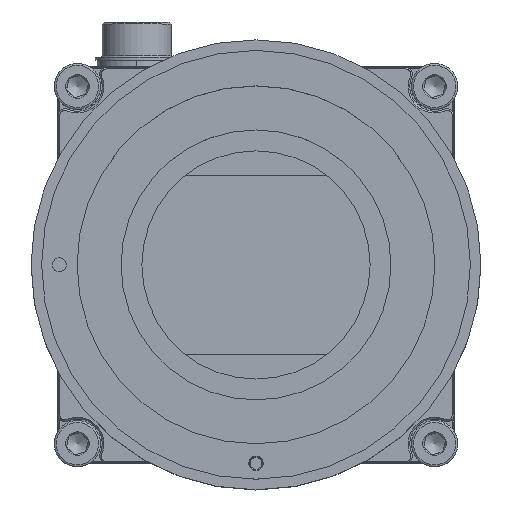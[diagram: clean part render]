
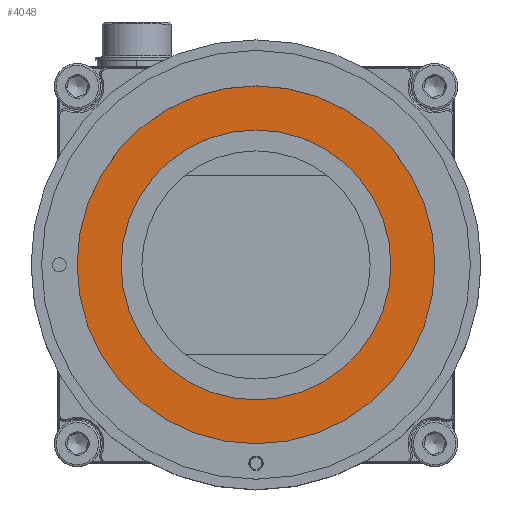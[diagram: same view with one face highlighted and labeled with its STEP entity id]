
A CAD part, top view. The second image highlights one B-rep face of the part: STEP entity #4048.
In plain terms, the highlighted planar face has unit normal (0, 0, 1).
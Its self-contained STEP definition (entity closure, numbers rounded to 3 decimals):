
#2481=FACE_BOUND('',#8090,.T.);
#2482=FACE_BOUND('',#8091,.T.);
#4048=ADVANCED_FACE('',(#2481,#2482),#4897,.T.);
#4897=PLANE('',#29553);
#8090=EDGE_LOOP('',(#16015));
#8091=EDGE_LOOP('',(#16016));
#9926=CIRCLE('',#29550,27.05);
#9927=CIRCLE('',#29552,20.4);
#16015=ORIENTED_EDGE('',*,*,#22732,.F.);
#16016=ORIENTED_EDGE('',*,*,#22731,.F.);
#19372=VERTEX_POINT('',#46147);
#19373=VERTEX_POINT('',#46150);
#22731=EDGE_CURVE('',#19372,#19372,#9926,.T.);
#22732=EDGE_CURVE('',#19373,#19373,#9927,.T.);
#29550=AXIS2_PLACEMENT_3D('',#46146,#37154,#37155);
#29552=AXIS2_PLACEMENT_3D('',#46149,#37158,#37159);
#29553=AXIS2_PLACEMENT_3D('',#46151,#37160,#37161);
#37154=DIRECTION('',(0.,0.,-1.));
#37155=DIRECTION('',(1.,0.,0.));
#37158=DIRECTION('',(0.,0.,1.));
#37159=DIRECTION('',(1.,0.,0.));
#37160=DIRECTION('',(0.,0.,1.));
#37161=DIRECTION('',(1.,0.,0.));
#46146=CARTESIAN_POINT('',(0.,0.,12.5));
#46147=CARTESIAN_POINT('',(27.05,0.,12.5));
#46149=CARTESIAN_POINT('',(0.,0.,12.5));
#46150=CARTESIAN_POINT('',(20.4,0.,12.5));
#46151=CARTESIAN_POINT('',(0.,0.,12.5));
